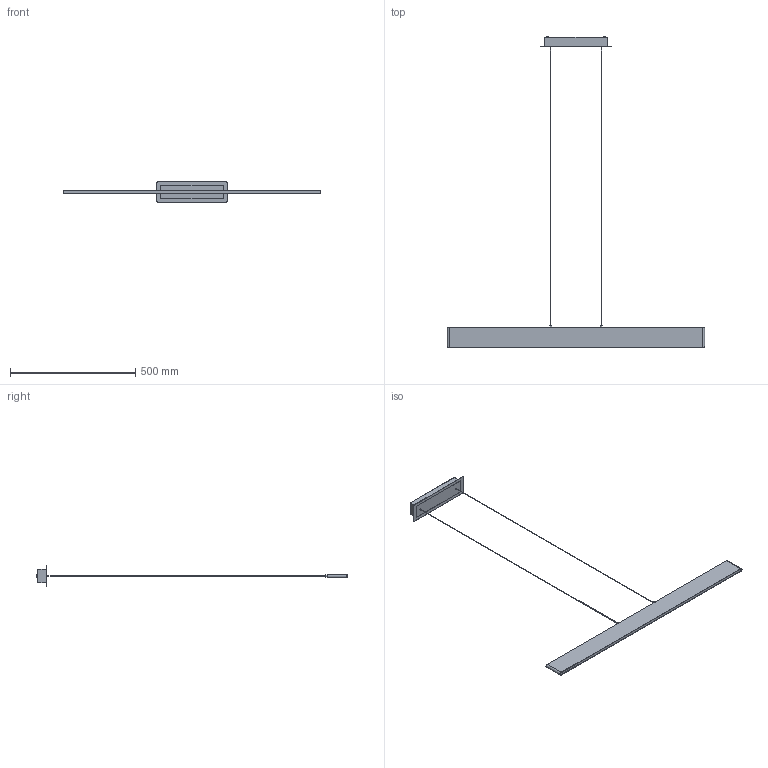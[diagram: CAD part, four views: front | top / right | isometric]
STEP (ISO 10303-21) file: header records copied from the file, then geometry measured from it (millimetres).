
FILE_DESCRIPTION (( 'STEP AP203' ), '1' );
FILE_NAME ('P16010-28W（砂黑）.STEP', '2020-06-07T09:21:05', ( 'icomputer' ), ( '' ), 'SwSTEP 2.0', 'SolidWorks 2016', '' );
FILE_SCHEMA (( 'CONFIG_CONTROL_DESIGN' ));
Length unit declared in the file: millimetre
Products named in the file (1): P16010-28W（砂黑）
Bounding box: 1026 x 1239 x 80 mm (x, y, z)
Volume: 1126724.9 mm3; surface area: 352303.6 mm2
Topology: 6 solids, 6 shells, 96 faces, 204 edges, 128 vertices
Faces by surface type: plane 38, cylinder 34, torus 16, cone 8
Entity records: 2679 total; most frequent: DIRECTION 490, CARTESIAN_POINT 453, ORIENTED_EDGE 408, EDGE_CURVE 204, AXIS2_PLACEMENT_3D 197, VERTEX_POINT 128, EDGE_LOOP 112, CIRCLE 100
